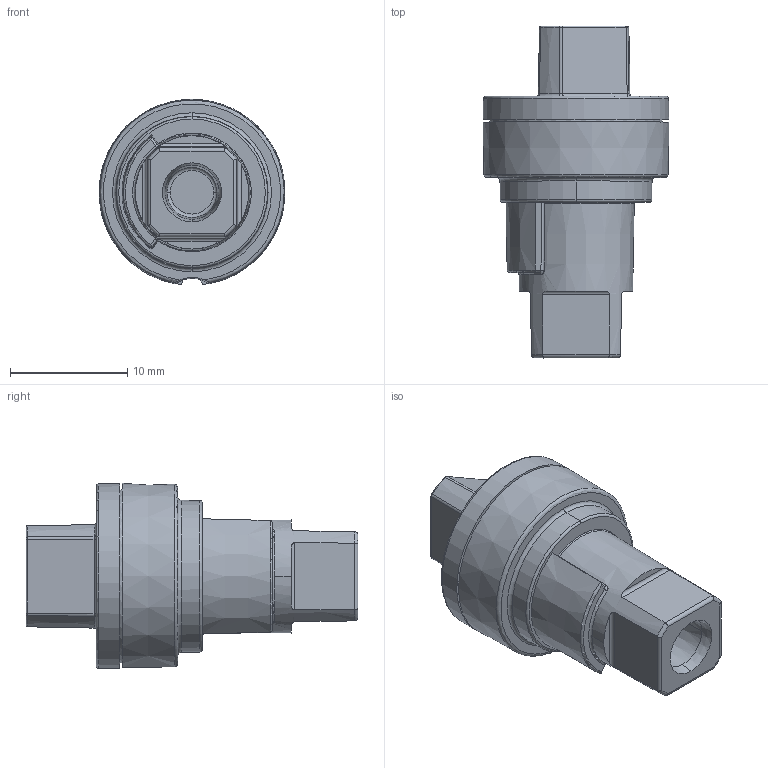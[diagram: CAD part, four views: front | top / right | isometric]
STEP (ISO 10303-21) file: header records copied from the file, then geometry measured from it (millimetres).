
FILE_DESCRIPTION((''),'2;1');
FILE_NAME('NSYAEDLT8S3D','2015-06-16T',('SESA6369'),('Schneider-Electric'),'PRO/ENGINEER BY PARAMETRIC TECHNOLOGY CORPORATION, 2011410','PRO/ENGINEER BY PARAMETRIC TECHNOLOGY CORPORATION, 2011410','');
FILE_SCHEMA(('CONFIG_CONTROL_DESIGN'));
Length unit declared in the file: millimetre
Products named in the file (1): NSYAEDLT8S3D
Bounding box: 15.89 x 28.35 x 15.83 mm (x, y, z)
Volume: 2629.5 mm3; surface area: 2103.8 mm2
Topology: 1 solids, 4 shells, 617 faces, 1648 edges, 1039 vertices
Faces by surface type: plane 338, cylinder 97, torus 83, bspline 61, cone 38
Entity records: 21324 total; most frequent: CARTESIAN_POINT 7104, ORIENTED_EDGE 3296, DIRECTION 2459, EDGE_CURVE 1648, VERTEX_POINT 1039, AXIS2_PLACEMENT_3D 844, VECTOR 771, LINE 771
